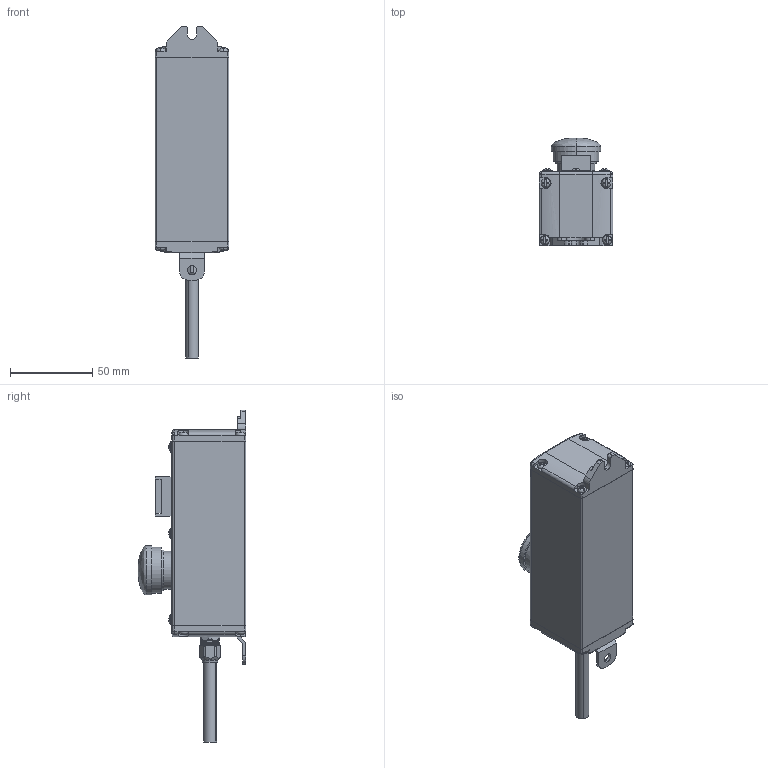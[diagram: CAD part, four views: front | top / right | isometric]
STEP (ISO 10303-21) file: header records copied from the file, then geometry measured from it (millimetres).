
FILE_DESCRIPTION (( 'STEP AP203' ), '1' );
FILE_NAME ('R4C-201-STP.step', '2024-06-21T03:16:06', ( '' ), ( '' ), 'SwSTEP 2.0', 'SolidWorks 2011', '' );
FILE_SCHEMA (( 'CONFIG_CONTROL_DESIGN' ));
Length unit declared in the file: millimetre
Products named in the file (1): R4C-201-STP
Bounding box: 45 x 65.5 x 201.9 mm (x, y, z)
Volume: 272474.2 mm3; surface area: 33826.6 mm2
Topology: 2 solids, 3 shells, 545 faces, 1448 edges, 937 vertices
Faces by surface type: plane 323, cylinder 115, torus 38, cone 37, bspline 24, sphere 8
Entity records: 21463 total; most frequent: CARTESIAN_POINT 8122, ORIENTED_EDGE 2892, DIRECTION 2646, EDGE_CURVE 1446, VERTEX_POINT 937, AXIS2_PLACEMENT_3D 931, VECTOR 784, LINE 784
